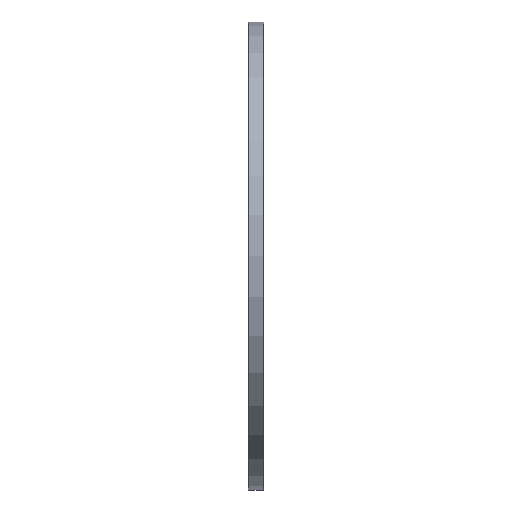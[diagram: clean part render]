
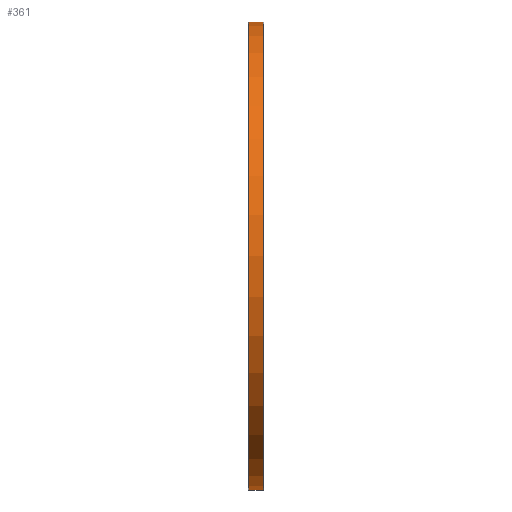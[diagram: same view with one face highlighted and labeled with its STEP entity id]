
A CAD part, left-side view. The second image highlights one B-rep face of the part: STEP entity #361.
In plain terms, the highlighted cylindrical face has radius 305 mm (diameter 610 mm), a partial arc.
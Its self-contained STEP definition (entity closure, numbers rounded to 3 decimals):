
#361 = ADVANCED_FACE ( 'NONE', ( #1303 ), #927, .T. ) ;
#400 = CARTESIAN_POINT ( 'NONE',  ( 0., 20., 0. ) ) ;
#418 = DIRECTION ( 'NONE',  ( 0., 0., -1. ) ) ;
#453 = DIRECTION ( 'NONE',  ( 0., 1., 0. ) ) ;
#463 = DIRECTION ( 'NONE',  ( 0., -1., 0. ) ) ;
#507 = AXIS2_PLACEMENT_3D ( 'NONE', #400, #463, #418 ) ;
#524 = CARTESIAN_POINT ( 'NONE',  ( 0., 20., -305. ) ) ;
#589 = DIRECTION ( 'NONE',  ( 0., 0., 1. ) ) ;
#597 = CARTESIAN_POINT ( 'NONE',  ( 0., 0.4, 0. ) ) ;
#600 = DIRECTION ( 'NONE',  ( 0., -1., 0. ) ) ;
#647 = EDGE_LOOP ( 'NONE', ( #2702, #2745, #3113, #3123 ) ) ;
#712 = CARTESIAN_POINT ( 'NONE',  ( 0., 0.4, -305. ) ) ;
#769 = VECTOR ( 'NONE', #600, 1000. ) ;
#798 = CARTESIAN_POINT ( 'NONE',  ( 0., 0.4, 305. ) ) ;
#817 = DIRECTION ( 'NONE',  ( 0., 0., 1. ) ) ;
#827 = CARTESIAN_POINT ( 'NONE',  ( 0., 19.6, 0. ) ) ;
#864 = EDGE_CURVE ( 'NONE', #2134, #957, #1266, .T. ) ;
#883 = AXIS2_PLACEMENT_3D ( 'NONE', #827, #893, #817 ) ;
#893 = DIRECTION ( 'NONE',  ( 0., -1., 0. ) ) ;
#927 = CYLINDRICAL_SURFACE ( 'NONE', #507, 305. ) ;
#957 = VERTEX_POINT ( 'NONE', #798 ) ;
#973 = VERTEX_POINT ( 'NONE', #712 ) ;
#1024 = EDGE_CURVE ( 'NONE', #3124, #973, #1399, .T. ) ;
#1204 = DIRECTION ( 'NONE',  ( 0., -1., 0. ) ) ;
#1255 = CARTESIAN_POINT ( 'NONE',  ( 0., 20., 305. ) ) ;
#1266 = LINE ( 'NONE', #1255, #1974 ) ;
#1303 = FACE_OUTER_BOUND ( 'NONE', #647, .T. ) ;
#1399 = LINE ( 'NONE', #524, #769 ) ;
#1474 = EDGE_CURVE ( 'NONE', #2134, #3124, #2259, .T. ) ;
#1515 = CARTESIAN_POINT ( 'NONE',  ( 0., 19.6, 305. ) ) ;
#1626 = CARTESIAN_POINT ( 'NONE',  ( 0., 19.6, -305. ) ) ;
#1726 = CIRCLE ( 'NONE', #3219, 305. ) ;
#1974 = VECTOR ( 'NONE', #1204, 1000. ) ;
#2134 = VERTEX_POINT ( 'NONE', #1515 ) ;
#2193 = EDGE_CURVE ( 'NONE', #973, #957, #1726, .T. ) ;
#2259 = CIRCLE ( 'NONE', #883, 305. ) ;
#2702 = ORIENTED_EDGE ( 'NONE', *, *, #864, .F. ) ;
#2745 = ORIENTED_EDGE ( 'NONE', *, *, #1474, .T. ) ;
#3113 = ORIENTED_EDGE ( 'NONE', *, *, #1024, .T. ) ;
#3123 = ORIENTED_EDGE ( 'NONE', *, *, #2193, .T. ) ;
#3124 = VERTEX_POINT ( 'NONE', #1626 ) ;
#3219 = AXIS2_PLACEMENT_3D ( 'NONE', #597, #453, #589 ) ;
